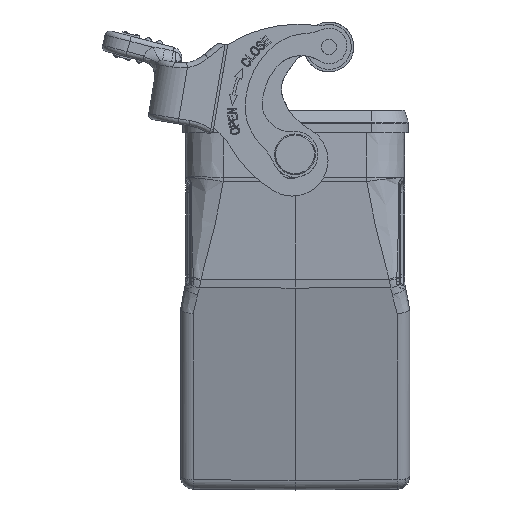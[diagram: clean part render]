
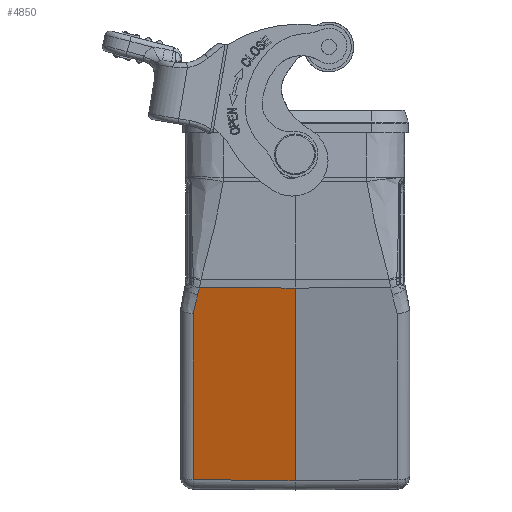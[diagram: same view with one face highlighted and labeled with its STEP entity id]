
A CAD part, left-side view. The second image highlights one B-rep face of the part: STEP entity #4850.
In plain terms, the highlighted planar face has unit normal (-0.966, 0.009, -0.259).
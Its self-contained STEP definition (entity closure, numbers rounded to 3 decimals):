
#1693=B_SPLINE_CURVE_WITH_KNOTS('',3,(#47404,#47405,#47406,#47407),
 .UNSPECIFIED.,.F.,.F.,(4,4),(0.,1.),.UNSPECIFIED.);
#1699=B_SPLINE_CURVE_WITH_KNOTS('',3,(#47448,#47449,#47450,#47451,#47452,
#47453),.UNSPECIFIED.,.F.,.F.,(4,2,4),(0.,0.5,1.),.UNSPECIFIED.);
#1998=B_SPLINE_CURVE_WITH_KNOTS('',3,(#52195,#52196,#52197,#52198),
 .UNSPECIFIED.,.F.,.F.,(4,4),(0.,1.),.UNSPECIFIED.);
#4850=ADVANCED_FACE('',(#6891),#5544,.F.);
#5544=PLANE('',#28131);
#6891=FACE_OUTER_BOUND('',#8469,.T.);
#8469=EDGE_LOOP('',(#15398,#15399,#15400,#15401,#15402,#15403));
#15398=ORIENTED_EDGE('',*,*,#22588,.F.);
#15399=ORIENTED_EDGE('',*,*,#22584,.T.);
#15400=ORIENTED_EDGE('',*,*,#22593,.F.);
#15401=ORIENTED_EDGE('',*,*,#22211,.T.);
#15402=ORIENTED_EDGE('',*,*,#22216,.T.);
#15403=ORIENTED_EDGE('',*,*,#22592,.T.);
#18616=VERTEX_POINT('',#47403);
#18617=VERTEX_POINT('',#47408);
#18619=VERTEX_POINT('',#47447);
#18824=VERTEX_POINT('',#52172);
#18825=VERTEX_POINT('',#52174);
#18827=VERTEX_POINT('',#52188);
#22211=EDGE_CURVE('',#18617,#18616,#1693,.T.);
#22216=EDGE_CURVE('',#18616,#18619,#1699,.T.);
#22584=EDGE_CURVE('',#18825,#18824,#24407,.T.);
#22588=EDGE_CURVE('',#18825,#18827,#24409,.T.);
#22592=EDGE_CURVE('',#18619,#18827,#1998,.T.);
#22593=EDGE_CURVE('',#18617,#18824,#24410,.T.);
#24407=LINE('',#52173,#26036);
#24409=LINE('',#52187,#26038);
#24410=LINE('',#52200,#26039);
#26036=VECTOR('',#33727,1.);
#26038=VECTOR('',#33733,1.);
#26039=VECTOR('',#33746,1.);
#28131=AXIS2_PLACEMENT_3D('',#52201,#33747,#33748);
#33727=DIRECTION('',(-0.259,0.,0.966));
#33733=DIRECTION('',(0.007,1.,0.009));
#33746=DIRECTION('',(-0.009,-1.,-0.002));
#33747=DIRECTION('',(0.966,-0.009,0.259));
#33748=DIRECTION('',(-0.259,0.,0.966));
#47403=CARTESIAN_POINT('',(-34.05,19.115,-33.678));
#47404=CARTESIAN_POINT('',(-34.418,18.767,-32.316));
#47405=CARTESIAN_POINT('',(-34.215,18.953,-33.07));
#47406=CARTESIAN_POINT('',(-34.092,19.069,-33.524));
#47407=CARTESIAN_POINT('',(-34.05,19.115,-33.678));
#47408=CARTESIAN_POINT('',(-34.418,18.767,-32.316));
#47447=CARTESIAN_POINT('',(-33.046,20.022,-37.395));
#47448=CARTESIAN_POINT('',(-34.05,19.115,-33.678));
#47449=CARTESIAN_POINT('',(-33.857,19.329,-34.392));
#47450=CARTESIAN_POINT('',(-33.68,19.507,-35.045));
#47451=CARTESIAN_POINT('',(-33.418,19.743,-36.017));
#47452=CARTESIAN_POINT('',(-33.234,19.888,-36.697));
#47453=CARTESIAN_POINT('',(-33.046,20.022,-37.395));
#52172=CARTESIAN_POINT('',(-34.58,0.,-32.345));
#52173=CARTESIAN_POINT('',(-24.451,0.,-70.147));
#52174=CARTESIAN_POINT('',(-24.451,0.,-70.147));
#52187=CARTESIAN_POINT('',(-24.451,0.,-70.147));
#52188=CARTESIAN_POINT('',(-24.317,20.022,-69.972));
#52195=CARTESIAN_POINT('',(-33.046,20.022,-37.395));
#52196=CARTESIAN_POINT('',(-30.136,20.022,-48.254));
#52197=CARTESIAN_POINT('',(-27.227,20.022,-59.113));
#52198=CARTESIAN_POINT('',(-24.317,20.022,-69.972));
#52200=CARTESIAN_POINT('',(-34.418,18.767,-32.316));
#52201=CARTESIAN_POINT('',(-29.431,10.011,-51.223));
